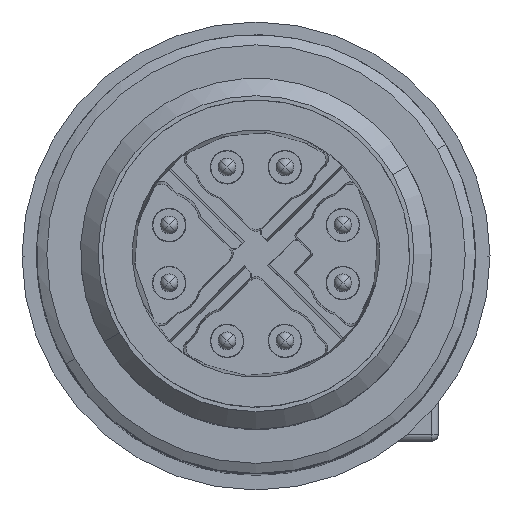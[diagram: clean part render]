
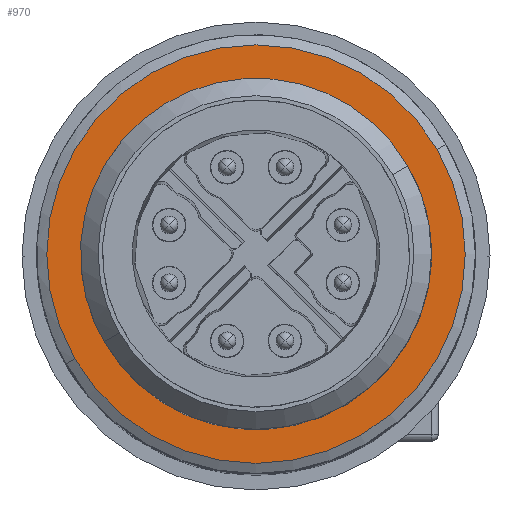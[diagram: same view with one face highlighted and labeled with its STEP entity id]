
A CAD part, top view. The second image highlights one B-rep face of the part: STEP entity #970.
In plain terms, the highlighted planar face has unit normal (0, 0, 1).
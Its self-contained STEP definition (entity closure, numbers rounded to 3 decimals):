
#867=AXIS2_PLACEMENT_3D('Circle Axis2P3D',#865,#866,$) ;
#891=AXIS2_PLACEMENT_3D('Circle Axis2P3D',#889,#890,$) ;
#904=AXIS2_PLACEMENT_3D('Plane Axis2P3D',#901,#902,#903) ;
#862=CARTESIAN_POINT('Vertex',(1.805,4.423,138.454)) ;
#865=CARTESIAN_POINT('Axis2P3D Location',(8.,8.,138.454)) ;
#869=CARTESIAN_POINT('Vertex',(14.195,11.577,138.454)) ;
#889=CARTESIAN_POINT('Axis2P3D Location',(8.,8.,138.454)) ;
#901=CARTESIAN_POINT('Axis2P3D Location',(11.577,1.805,138.454)) ;
#911=CARTESIAN_POINT('Control Point',(13.196,11.,138.454)) ;
#912=CARTESIAN_POINT('Control Point',(12.896,11.52,138.454)) ;
#913=CARTESIAN_POINT('Control Point',(12.531,12.002,138.454)) ;
#914=CARTESIAN_POINT('Control Point',(12.107,12.436,138.454)) ;
#915=CARTESIAN_POINT('Control Point',(11.161,13.188,138.454)) ;
#916=CARTESIAN_POINT('Control Point',(10.058,13.684,138.454)) ;
#917=CARTESIAN_POINT('Control Point',(9.478,13.862,138.454)) ;
#918=CARTESIAN_POINT('Control Point',(8.286,14.068,138.454)) ;
#919=CARTESIAN_POINT('Control Point',(7.081,13.975,138.454)) ;
#920=CARTESIAN_POINT('Control Point',(6.487,13.853,138.454)) ;
#921=CARTESIAN_POINT('Control Point',(5.342,13.463,138.454)) ;
#922=CARTESIAN_POINT('Control Point',(4.329,12.803,138.454)) ;
#923=CARTESIAN_POINT('Control Point',(3.866,12.411,138.454)) ;
#924=CARTESIAN_POINT('Control Point',(3.048,11.52,138.454)) ;
#925=CARTESIAN_POINT('Control Point',(2.476,10.455,138.454)) ;
#926=CARTESIAN_POINT('Control Point',(2.257,9.889,138.454)) ;
#927=CARTESIAN_POINT('Control Point',(1.967,8.715,138.454)) ;
#928=CARTESIAN_POINT('Control Point',(1.975,7.506,138.454)) ;
#929=CARTESIAN_POINT('Control Point',(2.055,6.905,138.454)) ;
#930=CARTESIAN_POINT('Control Point',(2.253,6.154,138.454)) ;
#931=CARTESIAN_POINT('Control Point',(2.565,5.45,138.454)) ;
#932=CARTESIAN_POINT('Control Point',(2.639,5.297,138.454)) ;
#933=CARTESIAN_POINT('Control Point',(2.719,5.147,138.454)) ;
#934=CARTESIAN_POINT('Control Point',(2.804,5.,138.454)) ;
#935=CARTESIAN_POINT('Vertex',(13.196,11.,138.454)) ;
#937=CARTESIAN_POINT('Vertex',(2.804,5.,138.454)) ;
#941=CARTESIAN_POINT('Control Point',(2.804,5.,138.454)) ;
#942=CARTESIAN_POINT('Control Point',(3.104,4.48,138.454)) ;
#943=CARTESIAN_POINT('Control Point',(3.469,3.998,138.454)) ;
#944=CARTESIAN_POINT('Control Point',(3.893,3.564,138.454)) ;
#945=CARTESIAN_POINT('Control Point',(4.839,2.812,138.454)) ;
#946=CARTESIAN_POINT('Control Point',(5.942,2.316,138.454)) ;
#947=CARTESIAN_POINT('Control Point',(6.522,2.138,138.454)) ;
#948=CARTESIAN_POINT('Control Point',(7.714,1.932,138.454)) ;
#949=CARTESIAN_POINT('Control Point',(8.919,2.025,138.454)) ;
#950=CARTESIAN_POINT('Control Point',(9.513,2.147,138.454)) ;
#951=CARTESIAN_POINT('Control Point',(10.658,2.537,138.454)) ;
#952=CARTESIAN_POINT('Control Point',(11.671,3.197,138.454)) ;
#953=CARTESIAN_POINT('Control Point',(12.134,3.589,138.454)) ;
#954=CARTESIAN_POINT('Control Point',(12.952,4.48,138.454)) ;
#955=CARTESIAN_POINT('Control Point',(13.524,5.545,138.454)) ;
#956=CARTESIAN_POINT('Control Point',(13.743,6.111,138.454)) ;
#957=CARTESIAN_POINT('Control Point',(14.033,7.285,138.454)) ;
#958=CARTESIAN_POINT('Control Point',(14.025,8.494,138.454)) ;
#959=CARTESIAN_POINT('Control Point',(13.945,9.095,138.454)) ;
#960=CARTESIAN_POINT('Control Point',(13.747,9.846,138.454)) ;
#961=CARTESIAN_POINT('Control Point',(13.435,10.55,138.454)) ;
#962=CARTESIAN_POINT('Control Point',(13.361,10.703,138.454)) ;
#963=CARTESIAN_POINT('Control Point',(13.281,10.853,138.454)) ;
#964=CARTESIAN_POINT('Control Point',(13.196,11.,138.454)) ;
#866=DIRECTION('Axis2P3D Direction',(0.,0.,-1.)) ;
#890=DIRECTION('Axis2P3D Direction',(0.,0.,-1.)) ;
#902=DIRECTION('Axis2P3D Direction',(0.,0.,-1.)) ;
#903=DIRECTION('Axis2P3D XDirection',(0.866,0.5,0.)) ;
#907=ORIENTED_EDGE('',*,*,#893,.T.) ;
#908=ORIENTED_EDGE('',*,*,#871,.T.) ;
#967=ORIENTED_EDGE('',*,*,#939,.F.) ;
#968=ORIENTED_EDGE('',*,*,#965,.F.) ;
#969=FACE_BOUND('',#966,.T.) ;
#970=ADVANCED_FACE('Hauptk\X2\00F6\X0\rper',(#909,#969),#905,.F.) ;
#910=B_SPLINE_CURVE_WITH_KNOTS('',5,(#911,#912,#913,#914,#915,#916,#917,#918,#919,#920,#921,#922,#923,#924,#925,#926,#927,#928,#929,#930,#931,#932,#933,#934),.UNSPECIFIED.,.F.,.U.,(6,3,3,3,3,3,3,6),(0.,4.243,8.485,12.728,16.97,21.213,25.456,26.657),.UNSPECIFIED.) ;
#940=B_SPLINE_CURVE_WITH_KNOTS('',5,(#941,#942,#943,#944,#945,#946,#947,#948,#949,#950,#951,#952,#953,#954,#955,#956,#957,#958,#959,#960,#961,#962,#963,#964),.UNSPECIFIED.,.F.,.U.,(6,3,3,3,3,3,3,6),(0.,4.243,8.485,12.728,16.97,21.213,25.456,26.657),.UNSPECIFIED.) ;
#868=CIRCLE('generated circle',#867,7.154) ;
#892=CIRCLE('generated circle',#891,7.154) ;
#871=EDGE_CURVE('',#870,#863,#868,.F.) ;
#893=EDGE_CURVE('',#863,#870,#892,.F.) ;
#939=EDGE_CURVE('',#936,#938,#910,.T.) ;
#965=EDGE_CURVE('',#938,#936,#940,.T.) ;
#906=EDGE_LOOP('',(#907,#908)) ;
#966=EDGE_LOOP('',(#967,#968)) ;
#909=FACE_OUTER_BOUND('',#906,.T.) ;
#905=PLANE('',#904) ;
#863=VERTEX_POINT('',#862) ;
#870=VERTEX_POINT('',#869) ;
#936=VERTEX_POINT('',#935) ;
#938=VERTEX_POINT('',#937) ;
